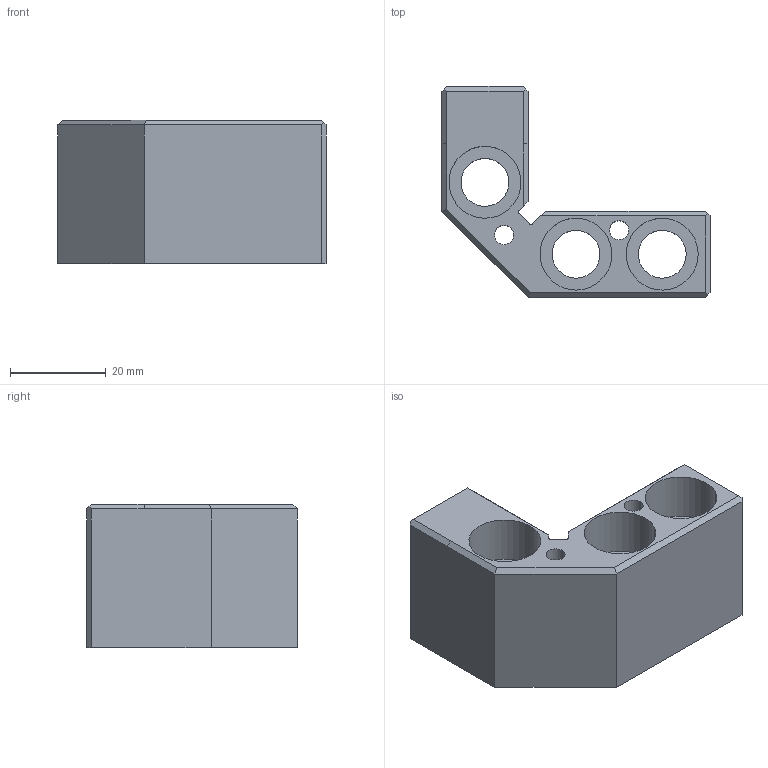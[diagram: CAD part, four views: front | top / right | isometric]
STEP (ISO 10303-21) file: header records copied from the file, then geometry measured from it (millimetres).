
FILE_DESCRIPTION(('CATIA V5 STEP Exchange'),'2;1');
FILE_NAME('prisma.stp','2010-10-28T18:31:19+00:00',('none'),('none'),'CATIA Version 5 Release 19 SP 2 (IN-10)','CATIA V5 STEP AP203','none');
FILE_SCHEMA(('CONFIG_CONTROL_DESIGN'));
Length unit declared in the file: millimetre
Products named in the file (1): prisma
Bounding box: 56 x 44 x 30 mm (x, y, z)
Volume: 28169.3 mm3; surface area: 11806.3 mm2
Topology: 1 solids, 1 shells, 345 faces, 970 edges, 646 vertices
Faces by surface type: plane 327, cylinder 18
Entity records: 10671 total; most frequent: ORIENTED_EDGE 1940, CARTESIAN_POINT 1923, DIRECTION 1540, EDGE_CURVE 970, VECTOR 920, LINE 920, VERTEX_POINT 646, EDGE_LOOP 374
